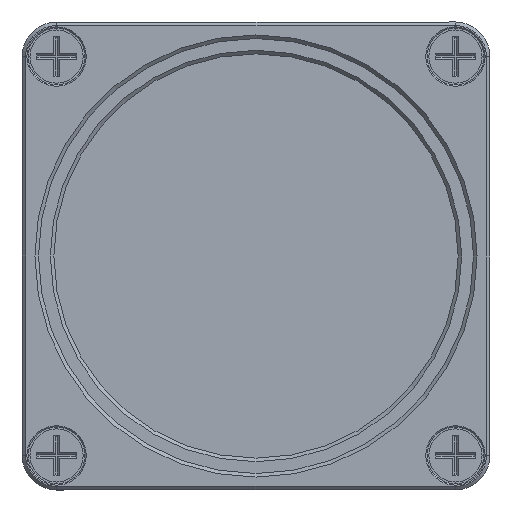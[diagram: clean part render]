
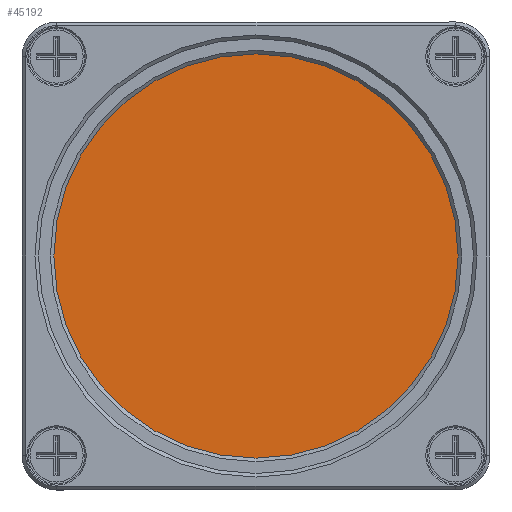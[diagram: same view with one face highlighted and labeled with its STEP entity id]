
A CAD part, front view. The second image highlights one B-rep face of the part: STEP entity #45192.
In plain terms, the highlighted face is planar.
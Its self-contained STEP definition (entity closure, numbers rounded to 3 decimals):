
#33252=PLANE('',#136692);
#38383=FACE_OUTER_BOUND('',#54840,.T.);
#45192=ADVANCED_FACE('',(#38383),#33252,.F.);
#54840=EDGE_LOOP('',(#62631));
#62631=ORIENTED_EDGE('',*,*,#113756,.F.);
#100991=VERTEX_POINT('',#184645);
#113756=EDGE_CURVE('',#100991,#100991,#132937,.T.);
#132937=CIRCLE('',#136689,12.5);
#136689=AXIS2_PLACEMENT_3D('',#184644,#147579,#147580);
#136692=AXIS2_PLACEMENT_3D('',#184648,#147585,#147586);
#147579=DIRECTION('',(0.,0.,1.));
#147580=DIRECTION('',(1.,0.,0.));
#147585=DIRECTION('',(0.,0.,1.));
#147586=DIRECTION('',(1.,0.,0.));
#184644=CARTESIAN_POINT('',(0.,0.,0.));
#184645=CARTESIAN_POINT('',(12.5,0.,0.));
#184648=CARTESIAN_POINT('',(0.,0.,0.));
